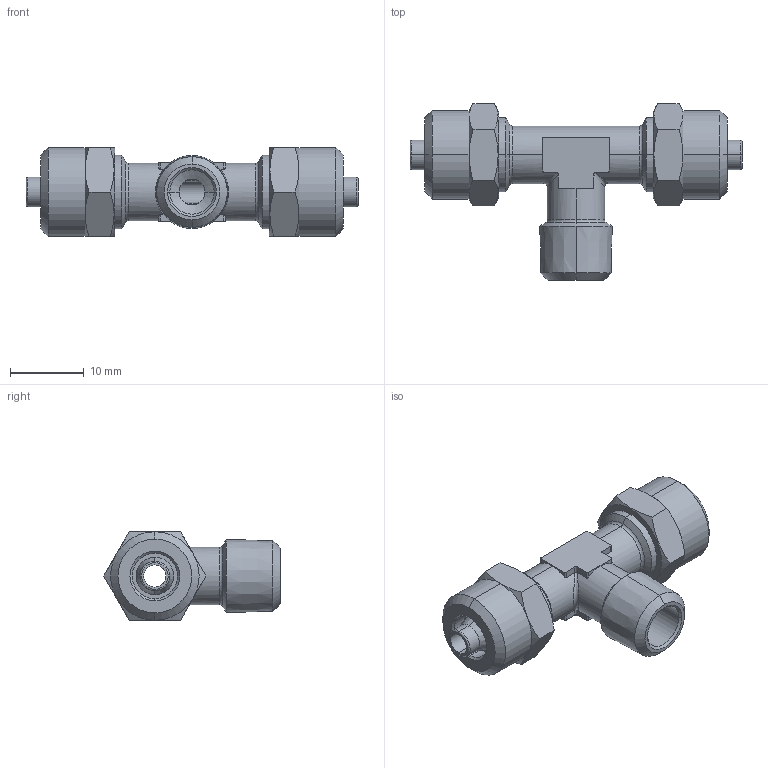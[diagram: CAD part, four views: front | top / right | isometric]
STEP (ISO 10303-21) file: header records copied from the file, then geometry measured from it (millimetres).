
FILE_DESCRIPTION (( 'STEP AP203' ), '1' );
FILE_NAME ('02100031.STEP', '2011-09-29T07:41:58', ( '' ), ( '' ), 'SwSTEP 2.0', 'SolidWorks 2011', '' );
FILE_SCHEMA (( 'CONFIG_CONTROL_DESIGN' ));
Length unit declared in the file: millimetre
Products named in the file (1): 02100031
Bounding box: 45 x 23.93 x 12 mm (x, y, z)
Volume: 3677.9 mm3; surface area: 2845.5 mm2
Topology: 1 solids, 1 shells, 143 faces, 334 edges, 198 vertices
Faces by surface type: cylinder 48, cone 44, plane 39, torus 10, bspline 2
Entity records: 4557 total; most frequent: CARTESIAN_POINT 1258, DIRECTION 686, ORIENTED_EDGE 668, EDGE_CURVE 334, AXIS2_PLACEMENT_3D 276, VERTEX_POINT 198, EDGE_LOOP 152, ADVANCED_FACE 143
